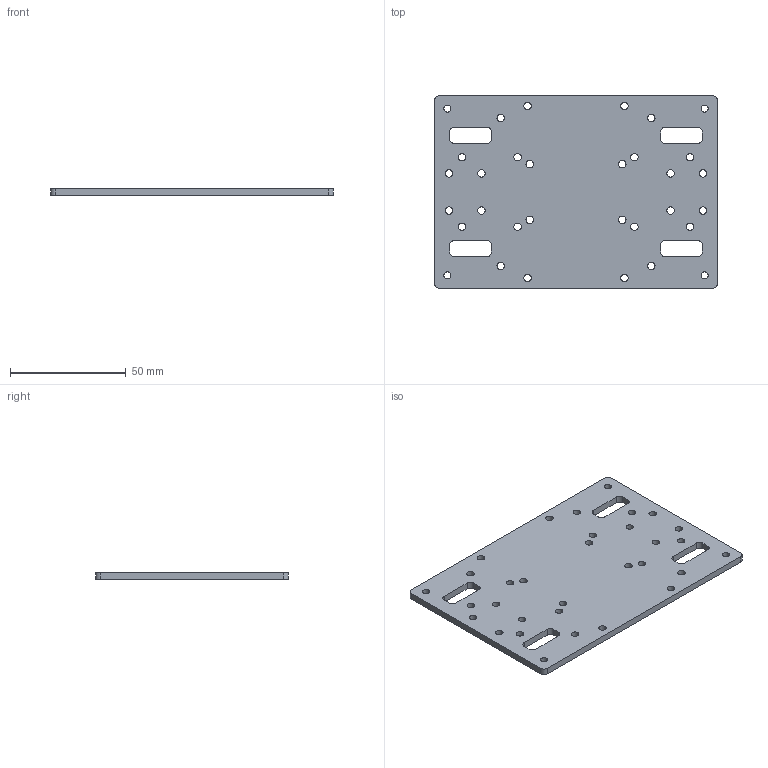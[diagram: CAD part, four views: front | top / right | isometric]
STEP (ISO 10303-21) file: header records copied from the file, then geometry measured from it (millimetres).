
FILE_DESCRIPTION(/* description */ ('STEP AP214','CAx-IF Rec.Pracs.---User Defined Attributes---1.5---2016-08-15'),/* implementation_level */ '2;1');
FILE_NAME(/* name */ '6930f217f02cf44860177af3',/* time_stamp */ '2025-12-04T02:29:43Z',/* author */ (''),/* organization */ (''),/* preprocessor_version */ 'ST-DEVELOPER v20',/* originating_system */ 'ONSHAPE BY PTC INC, 1.207',/* authorisation */ ' ');
FILE_SCHEMA (('AUTOMOTIVE_DESIGN {1 0 10303 214 3 1 1}'));
Length unit declared in the file: metre
Products named in the file (1): Platte_voll
Bounding box: 122 x 83 x 3 mm (x, y, z)
Volume: 28133.4 mm3; surface area: 21492 mm2
Topology: 1 solids, 1 shells, 74 faces, 216 edges, 144 vertices
Faces by surface type: cylinder 52, plane 22
Full cylindrical faces by diameter (mm): 3 x4, 3.2 x28
Entity records: 2520 total; most frequent: DIRECTION 438, CARTESIAN_POINT 403, ORIENTED_EDGE 368, EDGE_CURVE 184, AXIS2_PLACEMENT_3D 179, EDGE_LOOP 178, FACE_BOUND 178, VERTEX_POINT 144
